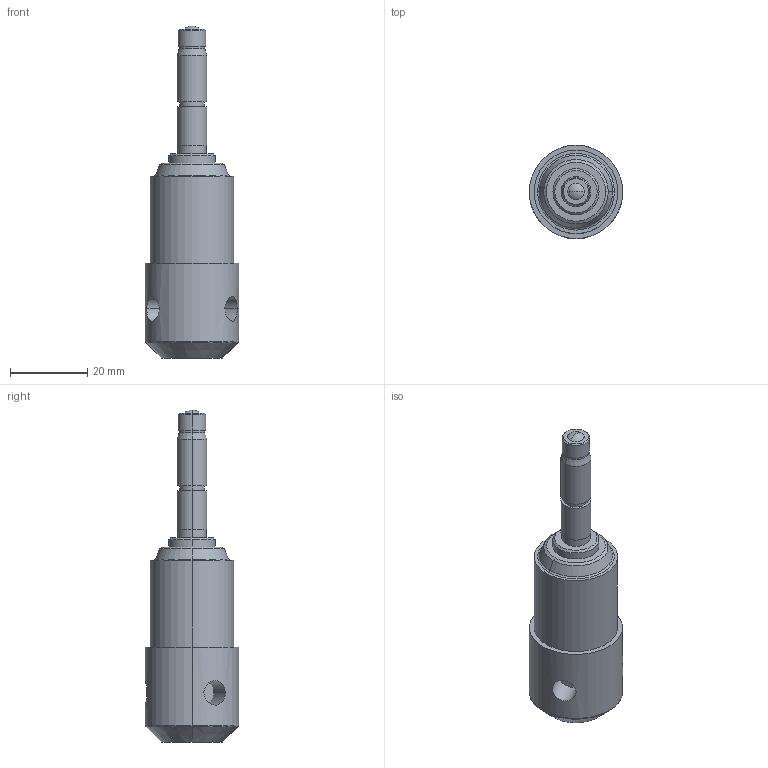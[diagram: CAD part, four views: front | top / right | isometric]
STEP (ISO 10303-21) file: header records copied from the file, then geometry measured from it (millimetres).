
FILE_DESCRIPTION(('produced by SPATIAL CORP'),'2;1');
FILE_NAME( '4x_drill_shaft.prt.hh.sat.stp','2002-04-19T13:18:15+00:00',('SPATIAL CORP'),( 'SPATIAL CORP'),'ACIS STEP Husk','http://www.spatial.com', 'SPATIAL CORP');
FILE_SCHEMA(('CONFIG_CONTROL_DESIGN'));
Length unit declared in the file: millimetre
Products named in the file (1): PRODUCT_ID_1
Bounding box: 24.13 x 24.13 x 85.85 mm (x, y, z)
Volume: 19388 mm3; surface area: 6059.2 mm2
Topology: 1 solids, 1 shells, 58 faces, 116 edges, 71 vertices
Faces by surface type: cylinder 26, plane 14, cone 12, torus 4, sphere 2
Entity records: 1669 total; most frequent: CARTESIAN_POINT 419, DIRECTION 250, ORIENTED_EDGE 228, EDGE_CURVE 114, AXIS2_PLACEMENT_3D 106, VERTEX_POINT 71, EDGE_LOOP 71, FACE_BOUND 71
